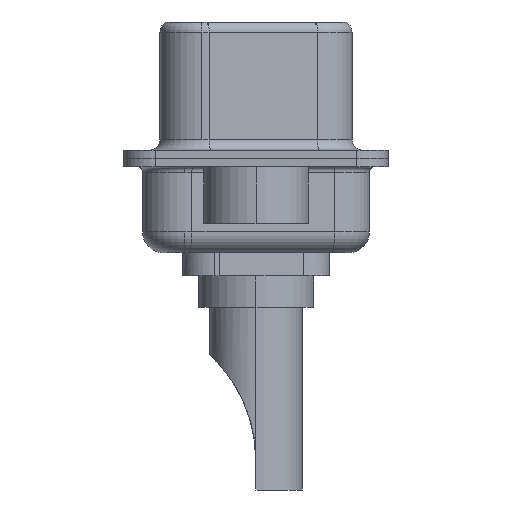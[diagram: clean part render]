
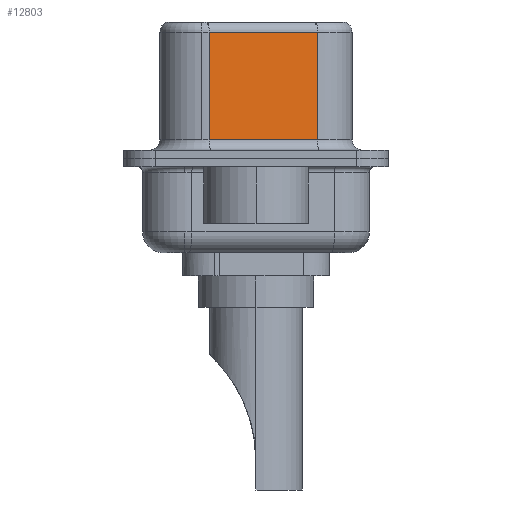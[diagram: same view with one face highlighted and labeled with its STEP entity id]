
A CAD part, left-side view. The second image highlights one B-rep face of the part: STEP entity #12803.
In plain terms, the highlighted planar face has unit normal (-0.985, -0.174, 0).
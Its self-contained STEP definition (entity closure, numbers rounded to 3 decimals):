
#289 = DIRECTION ( 'NONE',  ( 0., 0., -1. ) ) ;
#297 = CARTESIAN_POINT ( 'NONE',  ( 3.67, 2.233, 6.52 ) ) ;
#705 = VECTOR ( 'NONE', #13960, 1000. ) ;
#2322 = DIRECTION ( 'NONE',  ( 0.985, 0.174, 0. ) ) ;
#4550 = VERTEX_POINT ( 'NONE', #6022 ) ;
#4752 = LINE ( 'NONE', #9368, #705 ) ;
#5248 = PLANE ( 'NONE',  #14439 ) ;
#6022 = CARTESIAN_POINT ( 'NONE',  ( 3.67, 2.233, 0.9 ) ) ;
#6112 = ORIENTED_EDGE ( 'NONE', *, *, #6397, .F. ) ;
#6397 = EDGE_CURVE ( 'NONE', #9381, #16485, #8272, .T. ) ;
#7303 = ORIENTED_EDGE ( 'NONE', *, *, #19092, .T. ) ;
#7863 = LINE ( 'NONE', #297, #13994 ) ;
#8272 = LINE ( 'NONE', #10854, #15840 ) ;
#9097 = CARTESIAN_POINT ( 'NONE',  ( 4.58, -2.927, 6.02 ) ) ;
#9226 = CARTESIAN_POINT ( 'NONE',  ( 4.58, -2.927, 0.9 ) ) ;
#9247 = DIRECTION ( 'NONE',  ( 0., 0., -1. ) ) ;
#9368 = CARTESIAN_POINT ( 'NONE',  ( 4.58, -2.927, 6.02 ) ) ;
#9381 = VERTEX_POINT ( 'NONE', #9097 ) ;
#10854 = CARTESIAN_POINT ( 'NONE',  ( 4.58, -2.927, 6.52 ) ) ;
#11175 = FACE_OUTER_BOUND ( 'NONE', #15865, .T. ) ;
#11356 = EDGE_CURVE ( 'NONE', #4550, #16485, #16494, .T. ) ;
#11960 = VECTOR ( 'NONE', #16793, 1000. ) ;
#12078 = CARTESIAN_POINT ( 'NONE',  ( 3.67, 2.233, 6.02 ) ) ;
#12767 = DIRECTION ( 'NONE',  ( -0.174, 0.985, 0. ) ) ;
#12803 = ADVANCED_FACE ( 'NONE', ( #11175 ), #5248, .F. ) ;
#13960 = DIRECTION ( 'NONE',  ( -0.174, 0.985, 0. ) ) ;
#13994 = VECTOR ( 'NONE', #9247, 1000. ) ;
#14220 = CARTESIAN_POINT ( 'NONE',  ( 4.58, -2.927, 6.52 ) ) ;
#14439 = AXIS2_PLACEMENT_3D ( 'NONE', #14220, #2322, #12767 ) ;
#14574 = ORIENTED_EDGE ( 'NONE', *, *, #11356, .T. ) ;
#15081 = VERTEX_POINT ( 'NONE', #12078 ) ;
#15840 = VECTOR ( 'NONE', #289, 1000. ) ;
#15865 = EDGE_LOOP ( 'NONE', ( #6112, #7303, #18223, #14574 ) ) ;
#15936 = EDGE_CURVE ( 'NONE', #15081, #4550, #7863, .T. ) ;
#16485 = VERTEX_POINT ( 'NONE', #18371 ) ;
#16494 = LINE ( 'NONE', #9226, #11960 ) ;
#16793 = DIRECTION ( 'NONE',  ( 0.174, -0.985, 0. ) ) ;
#18223 = ORIENTED_EDGE ( 'NONE', *, *, #15936, .T. ) ;
#18371 = CARTESIAN_POINT ( 'NONE',  ( 4.58, -2.927, 0.9 ) ) ;
#19092 = EDGE_CURVE ( 'NONE', #9381, #15081, #4752, .T. ) ;
